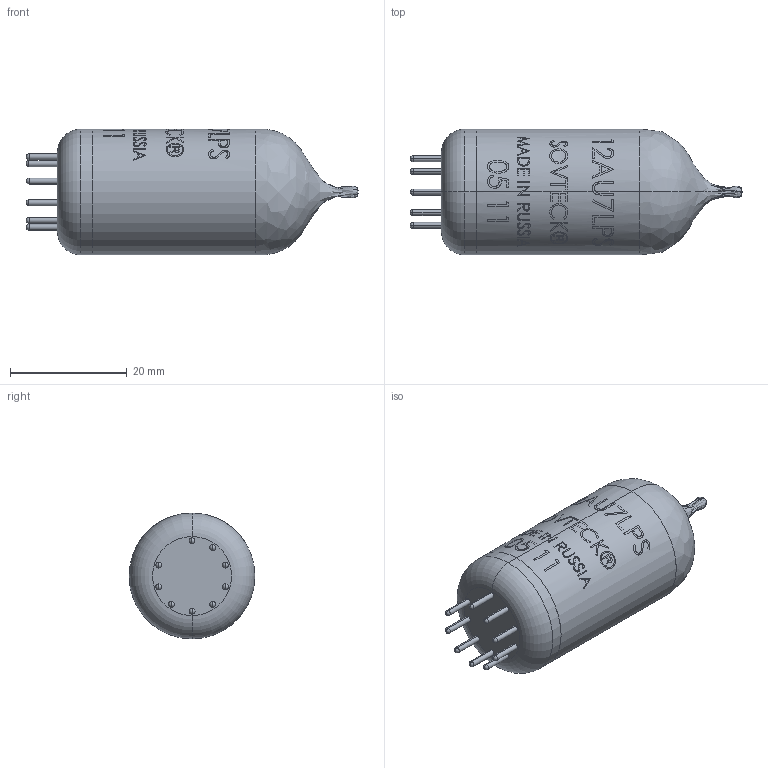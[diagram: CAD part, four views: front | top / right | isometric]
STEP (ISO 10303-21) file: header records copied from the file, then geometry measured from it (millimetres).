
FILE_DESCRIPTION (( 'STEP AP214' ), '1' );
FILE_NAME ('final.STEP', '2021-09-12T22:39:34', ( '' ), ( '' ), 'SwSTEP 2.0', 'SolidWorks 2016', '' );
FILE_SCHEMA (( 'AUTOMOTIVE_DESIGN' ));
Length unit declared in the file: millimetre
Products named in the file (15): dissipador; base-vidro-corpo; corpo-topo; Cópia de chapeu-dissipador^final; anodos; suporte-dissipador; caulda da base; terminais-internos; terminais-lamina; final; terminais-filamentos; Corpo_meio; coluna-cintura-baixa; cintura baixa; terminais
Assembly tree (31 placements, depth 2):
  final
    Cópia de chapeu-dissipador^final
    suporte-dissipador
    dissipador
    cintura baixa  x2
    coluna-cintura-baixa  x2
    anodos  x2
    caulda da base
    base-vidro-corpo
    terminais  x9
    corpo-topo
    terminais-internos  x3
    terminais-lamina
    terminais-filamentos  x5
    Corpo_meio
Bounding box: 56.86 x 21.54 x 21.54 mm (x, y, z)
Volume: 3213.5 mm3; surface area: 10617.3 mm2
Topology: 33 solids, 33 shells, 974 faces, 2612 edges, 1712 vertices
Faces by surface type: plane 410, cylinder 353, torus 113, bspline 60, sphere 34, cone 4
Entity records: 32715 total; most frequent: CARTESIAN_POINT 15998, ORIENTED_EDGE 3420, DIRECTION 2970, EDGE_CURVE 1710, VERTEX_POINT 1174, AXIS2_PLACEMENT_3D 1104, VECTOR 762, LINE 762
